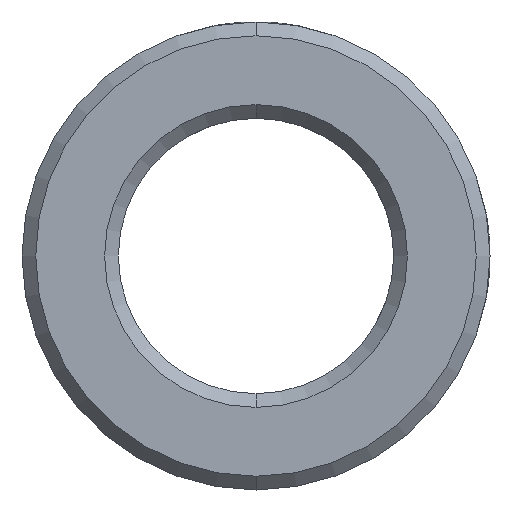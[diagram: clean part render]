
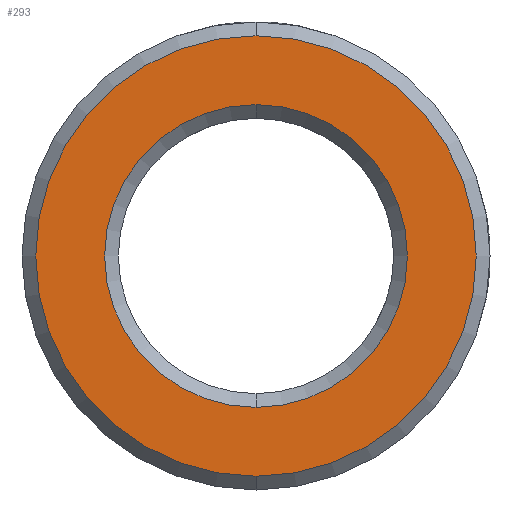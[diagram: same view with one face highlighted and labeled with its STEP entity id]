
A CAD part, front view. The second image highlights one B-rep face of the part: STEP entity #293.
In plain terms, the highlighted planar face has unit normal (0, -1, 0).
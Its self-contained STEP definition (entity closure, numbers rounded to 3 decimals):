
#24 = VERTEX_POINT ( 'NONE', #300 ) ;
#32 = DIRECTION ( 'NONE',  ( 0., -1., 0. ) ) ;
#35 = DIRECTION ( 'NONE',  ( 0., 0., 1. ) ) ;
#40 = CARTESIAN_POINT ( 'NONE',  ( 0., 0., 0. ) ) ;
#65 = CARTESIAN_POINT ( 'NONE',  ( 0., 0., 8. ) ) ;
#100 = PLANE ( 'NONE',  #776 ) ;
#104 = AXIS2_PLACEMENT_3D ( 'NONE', #778, #32, #463 ) ;
#113 = VERTEX_POINT ( 'NONE', #65 ) ;
#117 = DIRECTION ( 'NONE',  ( 0., 0., 1. ) ) ;
#124 = CIRCLE ( 'NONE', #693, 5.5 ) ;
#149 = CIRCLE ( 'NONE', #428, 5.5 ) ;
#164 = VERTEX_POINT ( 'NONE', #830 ) ;
#167 = EDGE_CURVE ( 'NONE', #464, #24, #149, .T. ) ;
#176 = ORIENTED_EDGE ( 'NONE', *, *, #167, .T. ) ;
#177 = FACE_BOUND ( 'NONE', #929, .T. ) ;
#184 = EDGE_CURVE ( 'NONE', #164, #113, #273, .T. ) ;
#250 = DIRECTION ( 'NONE',  ( 0., 0., 1. ) ) ;
#251 = ORIENTED_EDGE ( 'NONE', *, *, #407, .T. ) ;
#273 = CIRCLE ( 'NONE', #104, 8. ) ;
#293 = ADVANCED_FACE ( 'NONE', ( #177, #769 ), #100, .F. ) ;
#300 = CARTESIAN_POINT ( 'NONE',  ( 0., 0., -5.5 ) ) ;
#397 = DIRECTION ( 'NONE',  ( 0., 1., 0. ) ) ;
#407 = EDGE_CURVE ( 'NONE', #113, #164, #944, .T. ) ;
#416 = DIRECTION ( 'NONE',  ( 0., -1., 0. ) ) ;
#428 = AXIS2_PLACEMENT_3D ( 'NONE', #756, #470, #35 ) ;
#463 = DIRECTION ( 'NONE',  ( 0., 0., 1. ) ) ;
#464 = VERTEX_POINT ( 'NONE', #954 ) ;
#470 = DIRECTION ( 'NONE',  ( 0., 1., 0. ) ) ;
#510 = EDGE_CURVE ( 'NONE', #24, #464, #124, .T. ) ;
#548 = CARTESIAN_POINT ( 'NONE',  ( 0., 0., 0. ) ) ;
#550 = EDGE_LOOP ( 'NONE', ( #251, #772 ) ) ;
#687 = ORIENTED_EDGE ( 'NONE', *, *, #510, .T. ) ;
#693 = AXIS2_PLACEMENT_3D ( 'NONE', #829, #903, #845 ) ;
#756 = CARTESIAN_POINT ( 'NONE',  ( 0., 0., 0. ) ) ;
#769 = FACE_OUTER_BOUND ( 'NONE', #550, .T. ) ;
#772 = ORIENTED_EDGE ( 'NONE', *, *, #184, .T. ) ;
#776 = AXIS2_PLACEMENT_3D ( 'NONE', #548, #397, #250 ) ;
#778 = CARTESIAN_POINT ( 'NONE',  ( 0., 0., 0. ) ) ;
#829 = CARTESIAN_POINT ( 'NONE',  ( 0., 0., 0. ) ) ;
#830 = CARTESIAN_POINT ( 'NONE',  ( 0., 0., -8. ) ) ;
#845 = DIRECTION ( 'NONE',  ( 0., 0., 1. ) ) ;
#895 = AXIS2_PLACEMENT_3D ( 'NONE', #40, #416, #117 ) ;
#903 = DIRECTION ( 'NONE',  ( 0., 1., 0. ) ) ;
#929 = EDGE_LOOP ( 'NONE', ( #687, #176 ) ) ;
#944 = CIRCLE ( 'NONE', #895, 8. ) ;
#954 = CARTESIAN_POINT ( 'NONE',  ( 0., 0., 5.5 ) ) ;
